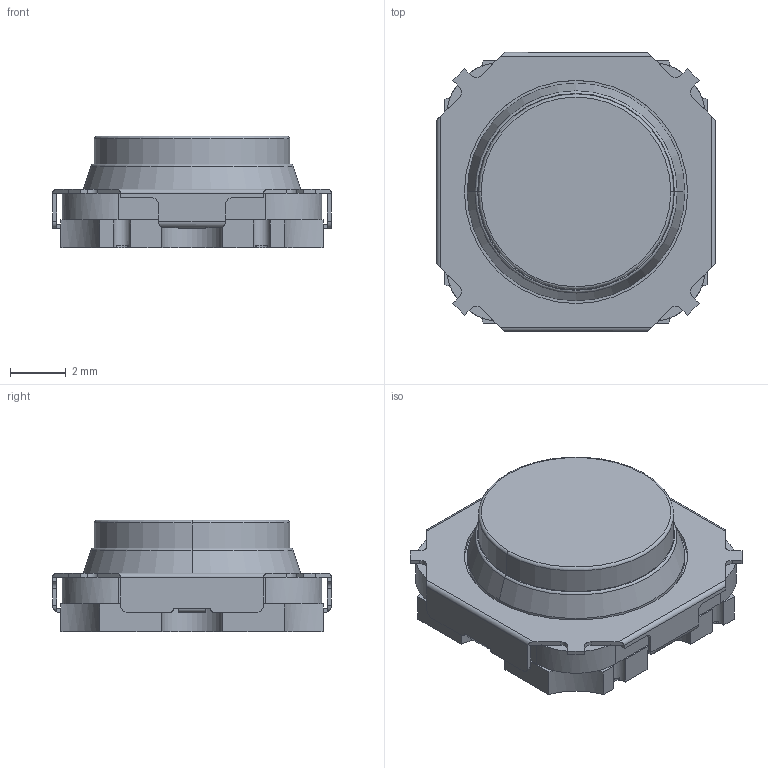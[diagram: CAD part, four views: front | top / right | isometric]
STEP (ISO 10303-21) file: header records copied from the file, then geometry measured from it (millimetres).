
FILE_DESCRIPTION((''),'2;1');
FILE_NAME('K6-6280S','2022-09-07T',('Administrator'),(''),'CREO PARAMETRIC BY PTC INC, 2018070','CREO PARAMETRIC BY PTC INC, 2018070','');
FILE_SCHEMA(('AUTOMOTIVE_DESIGN { 1 0 10303 214 1 1 1 1 }'));
Length unit declared in the file: millimetre
Products named in the file (1): K6-6280S
Bounding box: 10 x 10 x 4 mm (x, y, z)
Volume: 249.4 mm3; surface area: 354.7 mm2
Topology: 1 solids, 1 shells, 531 faces, 1462 edges, 950 vertices
Faces by surface type: plane 360, cylinder 165, torus 4, cone 2
Entity records: 21327 total; most frequent: CARTESIAN_POINT 3013, ORIENTED_EDGE 2924, DIRECTION 2892, PRESENTATION_STYLE_ASSIGNMENT 1463, STYLED_ITEM 1463, CURVE_STYLE 1462, EDGE_CURVE 1462, VECTOR 1070
